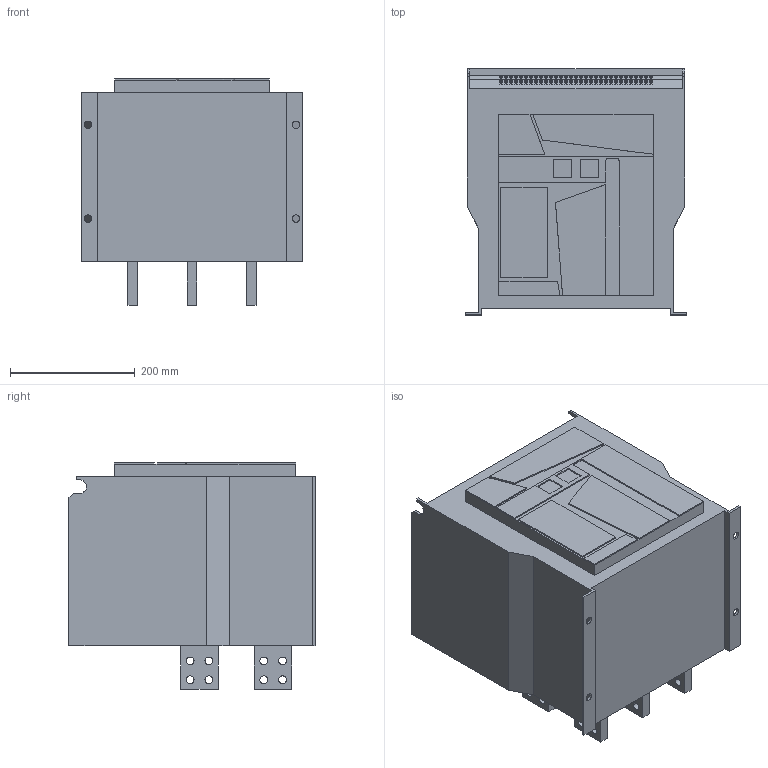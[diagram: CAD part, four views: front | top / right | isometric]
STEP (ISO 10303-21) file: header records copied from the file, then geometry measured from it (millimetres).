
FILE_DESCRIPTION (( 'STEP AP203' ), '1' );
FILE_NAME ('3FD-2500 V.STEP', '2022-12-15T14:26:04', ( '' ), ( '' ), 'SwSTEP 2.0', 'SolidWorks 2022', '' );
FILE_SCHEMA (( 'CONFIG_CONTROL_DESIGN' ));
Length unit declared in the file: millimetre
Products named in the file (1): 3FD-2500 V
Bounding box: 355 x 394 x 362 mm (x, y, z)
Volume: 35849301.6 mm3; surface area: 785527.5 mm2
Topology: 1 solids, 1 shells, 675 faces, 1598 edges, 1060 vertices
Faces by surface type: plane 491, cylinder 182, cone 2
Entity records: 19541 total; most frequent: CARTESIAN_POINT 3334, DIRECTION 3318, ORIENTED_EDGE 3196, EDGE_CURVE 1598, LINE 1230, VECTOR 1230, VERTEX_POINT 1060, AXIS2_PLACEMENT_3D 1044
